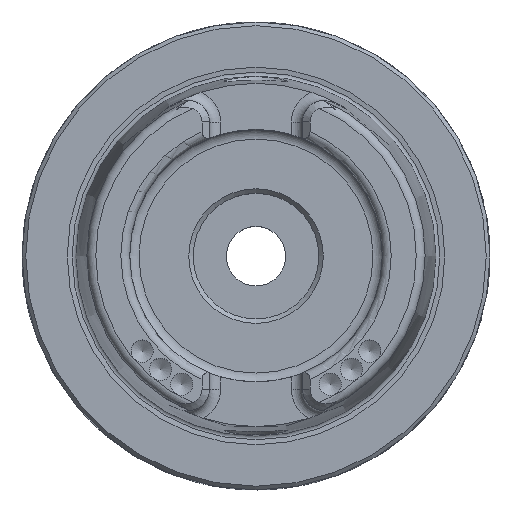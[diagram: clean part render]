
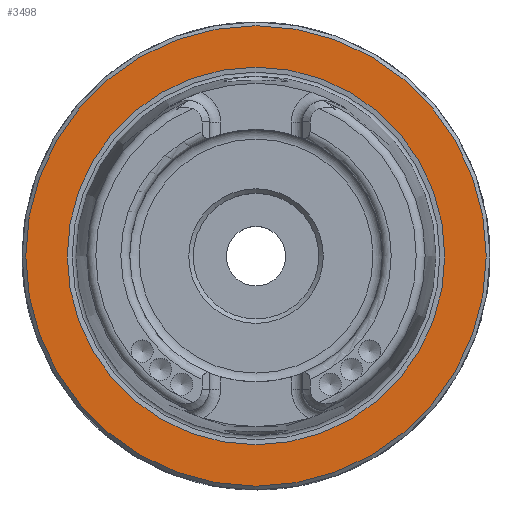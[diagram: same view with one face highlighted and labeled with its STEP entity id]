
A CAD part, top view. The second image highlights one B-rep face of the part: STEP entity #3498.
In plain terms, the highlighted planar face has unit normal (0, 0, 1).
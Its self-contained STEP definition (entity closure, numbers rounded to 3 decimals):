
#403=PLANE('',#3752);
#824=ORIENTED_EDGE('',*,*,#1305,.T.);
#825=ORIENTED_EDGE('',*,*,#1303,.F.);
#1303=EDGE_CURVE('',#1555,#1555,#1684,.T.);
#1305=EDGE_CURVE('',#1557,#1557,#1686,.T.);
#1555=VERTEX_POINT('',#5558);
#1557=VERTEX_POINT('',#5563);
#1684=CIRCLE('',#3750,25.418);
#1686=CIRCLE('',#3753,31.);
#1865=EDGE_LOOP('',(#824));
#1866=EDGE_LOOP('',(#825));
#2114=FACE_BOUND('',#1865,.T.);
#2115=FACE_BOUND('',#1866,.T.);
#3498=ADVANCED_FACE('',(#2114,#2115),#403,.T.);
#3750=AXIS2_PLACEMENT_3D('',#5557,#4325,#4326);
#3752=AXIS2_PLACEMENT_3D('',#5561,#4329,#4330);
#3753=AXIS2_PLACEMENT_3D('',#5562,#4331,#4332);
#4325=DIRECTION('',(0.,0.,1.));
#4326=DIRECTION('',(1.,0.,0.));
#4329=DIRECTION('',(0.,0.,1.));
#4330=DIRECTION('',(1.,0.,0.));
#4331=DIRECTION('',(0.,0.,1.));
#4332=DIRECTION('',(1.,0.,0.));
#5557=CARTESIAN_POINT('',(0.,0.,0.));
#5558=CARTESIAN_POINT('',(25.418,0.,0.));
#5561=CARTESIAN_POINT('',(31.,0.,0.));
#5562=CARTESIAN_POINT('',(0.,0.,0.));
#5563=CARTESIAN_POINT('',(31.,0.,0.));
